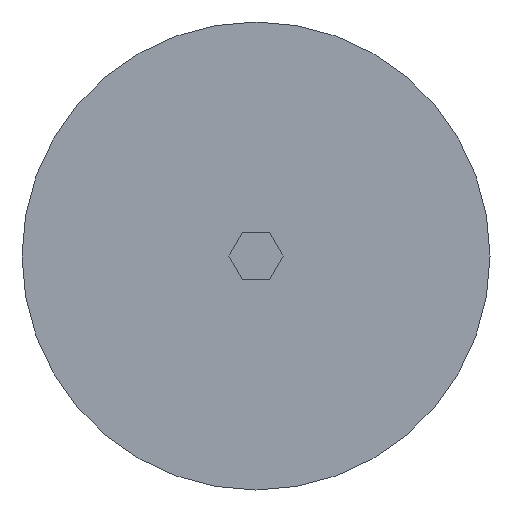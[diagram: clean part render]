
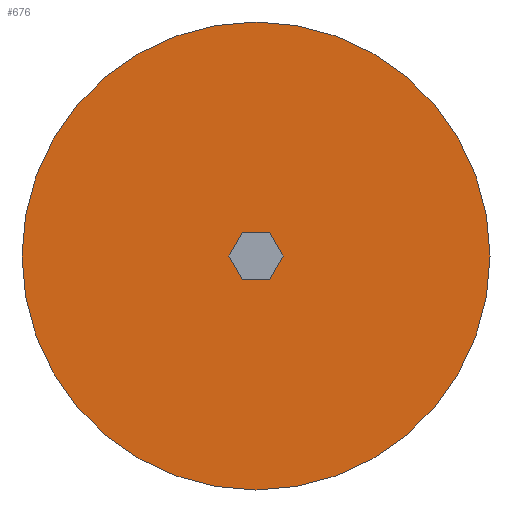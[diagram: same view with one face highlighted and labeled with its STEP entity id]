
A CAD part, front view. The second image highlights one B-rep face of the part: STEP entity #676.
In plain terms, the highlighted planar face has unit normal (0, -1, 0).
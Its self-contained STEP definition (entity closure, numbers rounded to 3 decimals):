
#19=FACE_BOUND('',#152,.T.);
#39=CIRCLE('',#739,40.);
#40=CIRCLE('',#740,40.);
#115=FACE_OUTER_BOUND('',#151,.T.);
#151=EDGE_LOOP('',(#465,#466));
#152=EDGE_LOOP('',(#467,#468,#469,#470,#471,#472));
#182=LINE('',#1059,#217);
#185=LINE('',#1065,#220);
#188=LINE('',#1071,#223);
#191=LINE('',#1077,#226);
#194=LINE('',#1083,#229);
#197=LINE('',#1087,#232);
#217=VECTOR('',#824,4.619);
#220=VECTOR('',#829,4.619);
#223=VECTOR('',#834,4.619);
#226=VECTOR('',#839,4.619);
#229=VECTOR('',#844,4.619);
#232=VECTOR('',#849,4.619);
#252=VERTEX_POINT('',#1056);
#253=VERTEX_POINT('',#1058);
#255=VERTEX_POINT('',#1064);
#257=VERTEX_POINT('',#1070);
#259=VERTEX_POINT('',#1076);
#261=VERTEX_POINT('',#1082);
#269=VERTEX_POINT('',#1110);
#270=VERTEX_POINT('',#1111);
#323=EDGE_CURVE('',#253,#252,#182,.T.);
#326=EDGE_CURVE('',#255,#253,#185,.T.);
#329=EDGE_CURVE('',#257,#255,#188,.T.);
#332=EDGE_CURVE('',#259,#257,#191,.T.);
#335=EDGE_CURVE('',#261,#259,#194,.T.);
#338=EDGE_CURVE('',#252,#261,#197,.T.);
#348=EDGE_CURVE('',#269,#270,#39,.T.);
#349=EDGE_CURVE('',#270,#269,#40,.T.);
#465=ORIENTED_EDGE('',*,*,#348,.T.);
#466=ORIENTED_EDGE('',*,*,#349,.T.);
#467=ORIENTED_EDGE('',*,*,#323,.T.);
#468=ORIENTED_EDGE('',*,*,#338,.T.);
#469=ORIENTED_EDGE('',*,*,#335,.T.);
#470=ORIENTED_EDGE('',*,*,#332,.T.);
#471=ORIENTED_EDGE('',*,*,#329,.T.);
#472=ORIENTED_EDGE('',*,*,#326,.T.);
#624=PLANE('',#738);
#676=ADVANCED_FACE('',(#115,#19),#624,.T.);
#738=AXIS2_PLACEMENT_3D('',#1109,#876,#877);
#739=AXIS2_PLACEMENT_3D('',#1112,#878,#879);
#740=AXIS2_PLACEMENT_3D('',#1113,#880,#881);
#824=DIRECTION('',(0.5,0.,-0.866));
#829=DIRECTION('',(1.,0.,0.));
#834=DIRECTION('',(0.5,0.,0.866));
#839=DIRECTION('',(-0.5,0.,0.866));
#844=DIRECTION('',(-1.,0.,0.));
#849=DIRECTION('',(-0.5,0.,-0.866));
#876=DIRECTION('center_axis',(0.,-1.,0.));
#877=DIRECTION('ref_axis',(0.,0.,-1.));
#878=DIRECTION('center_axis',(0.,-1.,0.));
#879=DIRECTION('ref_axis',(1.,0.,0.));
#880=DIRECTION('center_axis',(0.,-1.,0.));
#881=DIRECTION('ref_axis',(1.,0.,0.));
#1056=CARTESIAN_POINT('',(4.619,0.,0.));
#1058=CARTESIAN_POINT('',(2.309,0.,4.));
#1059=CARTESIAN_POINT('',(6.486,0.,-3.234));
#1064=CARTESIAN_POINT('',(-2.309,0.,4.));
#1065=CARTESIAN_POINT('',(10.932,0.,4.));
#1070=CARTESIAN_POINT('',(-4.619,0.,0.));
#1071=CARTESIAN_POINT('',(-0.442,0.,7.234));
#1076=CARTESIAN_POINT('',(-2.309,0.,-4.));
#1077=CARTESIAN_POINT('',(-1.597,0.,-5.234));
#1082=CARTESIAN_POINT('',(2.309,0.,-4.));
#1083=CARTESIAN_POINT('',(8.622,0.,-4.));
#1087=CARTESIAN_POINT('',(5.331,0.,1.234));
#1109=CARTESIAN_POINT('Origin',(19.554,0.,0.));
#1110=CARTESIAN_POINT('',(40.,0.,0.));
#1111=CARTESIAN_POINT('',(0.,0.,40.));
#1112=CARTESIAN_POINT('Origin',(0.,0.,0.));
#1113=CARTESIAN_POINT('Origin',(0.,0.,0.));
